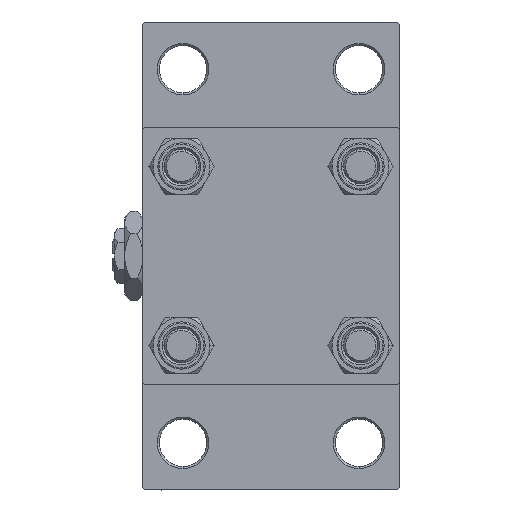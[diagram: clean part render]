
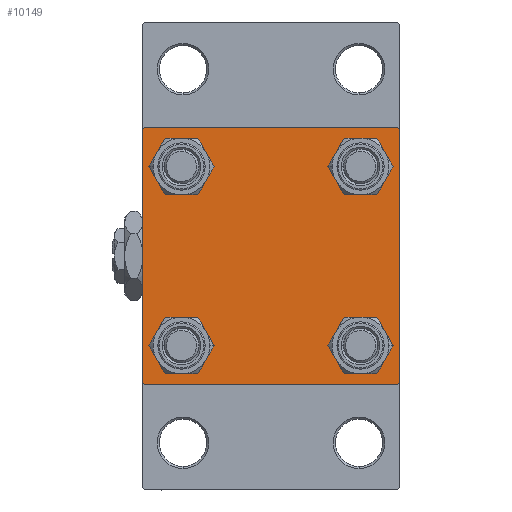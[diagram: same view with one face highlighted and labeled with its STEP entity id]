
A CAD part, left-side view. The second image highlights one B-rep face of the part: STEP entity #10149.
In plain terms, the highlighted planar face has unit normal (-1, 0, 0).
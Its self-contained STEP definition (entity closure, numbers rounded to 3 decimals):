
#23 = LINE ( 'NONE', #30140, #13865 ) ;
#38 = VERTEX_POINT ( 'NONE', #26037 ) ;
#625 = CARTESIAN_POINT ( 'NONE',  ( 0., -29.5, -30. ) ) ;
#627 = FACE_BOUND ( 'NONE', #48020, .T. ) ;
#1889 = ORIENTED_EDGE ( 'NONE', *, *, #32271, .T. ) ;
#2032 = VERTEX_POINT ( 'NONE', #38906 ) ;
#2327 = CARTESIAN_POINT ( 'NONE',  ( 0., 30., 30. ) ) ;
#2590 = DIRECTION ( 'NONE',  ( 0., 0., -1. ) ) ;
#3292 = ORIENTED_EDGE ( 'NONE', *, *, #32965, .T. ) ;
#3754 = AXIS2_PLACEMENT_3D ( 'NONE', #16258, #23730, #43127 ) ;
#4120 = ORIENTED_EDGE ( 'NONE', *, *, #26985, .T. ) ;
#4455 = EDGE_LOOP ( 'NONE', ( #1889, #4120 ) ) ;
#4768 = LINE ( 'NONE', #22728, #40377 ) ;
#5025 = AXIS2_PLACEMENT_3D ( 'NONE', #5458, #20651, #5954 ) ;
#5107 = DIRECTION ( 'NONE',  ( -1., 0., 0. ) ) ;
#5458 = CARTESIAN_POINT ( 'NONE',  ( 0., -20.85, -20.85 ) ) ;
#5795 = AXIS2_PLACEMENT_3D ( 'NONE', #48670, #29736, #18036 ) ;
#5954 = DIRECTION ( 'NONE',  ( 0., 0., 1. ) ) ;
#5987 = EDGE_CURVE ( 'NONE', #42336, #21964, #8160, .T. ) ;
#7323 = VERTEX_POINT ( 'NONE', #625 ) ;
#8160 = LINE ( 'NONE', #26828, #24679 ) ;
#8395 = DIRECTION ( 'NONE',  ( 0., 0.707, 0.707 ) ) ;
#9103 = LINE ( 'NONE', #38519, #39736 ) ;
#9374 = AXIS2_PLACEMENT_3D ( 'NONE', #24454, #27943, #28185 ) ;
#9489 = EDGE_LOOP ( 'NONE', ( #9822, #29931 ) ) ;
#9822 = ORIENTED_EDGE ( 'NONE', *, *, #41902, .T. ) ;
#10149 = ADVANCED_FACE ( 'NONE', ( #627, #23312, #30755, #19573, #45708 ), #26779, .T. ) ;
#10255 = ORIENTED_EDGE ( 'NONE', *, *, #18498, .T. ) ;
#10438 = CARTESIAN_POINT ( 'NONE',  ( 0., -30., 29.5 ) ) ;
#10506 = CARTESIAN_POINT ( 'NONE',  ( 0., 30., 29.5 ) ) ;
#10519 = VERTEX_POINT ( 'NONE', #10506 ) ;
#11122 = CARTESIAN_POINT ( 'NONE',  ( 0., -20.85, 20.85 ) ) ;
#11478 = DIRECTION ( 'NONE',  ( 0., -1., 0. ) ) ;
#13626 = LINE ( 'NONE', #43734, #32143 ) ;
#13865 = VECTOR ( 'NONE', #11478, 1000. ) ;
#14166 = AXIS2_PLACEMENT_3D ( 'NONE', #11122, #33279, #18107 ) ;
#14242 = VECTOR ( 'NONE', #2590, 1000. ) ;
#14563 = CIRCLE ( 'NONE', #5795, 4.5 ) ;
#14593 = ORIENTED_EDGE ( 'NONE', *, *, #20192, .T. ) ;
#15172 = VECTOR ( 'NONE', #17136, 1000. ) ;
#16258 = CARTESIAN_POINT ( 'NONE',  ( 0., 20.85, -20.85 ) ) ;
#17136 = DIRECTION ( 'NONE',  ( 0., 0.707, -0.707 ) ) ;
#17344 = EDGE_CURVE ( 'NONE', #37233, #35508, #17347, .T. ) ;
#17347 = CIRCLE ( 'NONE', #9374, 4.5 ) ;
#18036 = DIRECTION ( 'NONE',  ( 0., 0., 1. ) ) ;
#18107 = DIRECTION ( 'NONE',  ( 0., 0., 1. ) ) ;
#18498 = EDGE_CURVE ( 'NONE', #27713, #47126, #39634, .T. ) ;
#18823 = VERTEX_POINT ( 'NONE', #44199 ) ;
#19256 = CIRCLE ( 'NONE', #47069, 4.5 ) ;
#19573 = FACE_BOUND ( 'NONE', #45054, .T. ) ;
#19806 = DIRECTION ( 'NONE',  ( 0., 0., 1. ) ) ;
#20192 = EDGE_CURVE ( 'NONE', #10519, #38, #44393, .T. ) ;
#20651 = DIRECTION ( 'NONE',  ( 1., 0., 0. ) ) ;
#20734 = ORIENTED_EDGE ( 'NONE', *, *, #5987, .T. ) ;
#20837 = AXIS2_PLACEMENT_3D ( 'NONE', #38488, #5107, #19806 ) ;
#21370 = AXIS2_PLACEMENT_3D ( 'NONE', #29121, #40571, #27585 ) ;
#21634 = EDGE_LOOP ( 'NONE', ( #14593, #43994, #33422, #36340, #48558, #20734, #33604, #45506 ) ) ;
#21744 = CARTESIAN_POINT ( 'NONE',  ( 0., 20.85, 25.35 ) ) ;
#21964 = VERTEX_POINT ( 'NONE', #45370 ) ;
#22134 = CIRCLE ( 'NONE', #14166, 4.5 ) ;
#22330 = CARTESIAN_POINT ( 'NONE',  ( 0., 20.85, 16.35 ) ) ;
#22387 = EDGE_CURVE ( 'NONE', #42336, #30743, #9103, .T. ) ;
#22728 = CARTESIAN_POINT ( 'NONE',  ( 0., -29.75, -29.75 ) ) ;
#22780 = CARTESIAN_POINT ( 'NONE',  ( 0., 29.75, -29.75 ) ) ;
#22850 = CIRCLE ( 'NONE', #3754, 4.5 ) ;
#23275 = EDGE_CURVE ( 'NONE', #25050, #10519, #46781, .T. ) ;
#23312 = FACE_BOUND ( 'NONE', #4455, .T. ) ;
#23730 = DIRECTION ( 'NONE',  ( 1., 0., 0. ) ) ;
#24307 = DIRECTION ( 'NONE',  ( 0., 0., -1. ) ) ;
#24454 = CARTESIAN_POINT ( 'NONE',  ( 0., 20.85, -20.85 ) ) ;
#24491 = DIRECTION ( 'NONE',  ( 0., 0., 1. ) ) ;
#24679 = VECTOR ( 'NONE', #8395, 1000. ) ;
#25050 = VERTEX_POINT ( 'NONE', #27393 ) ;
#26037 = CARTESIAN_POINT ( 'NONE',  ( 0., 30., -29.5 ) ) ;
#26139 = DIRECTION ( 'NONE',  ( 1., 0., 0. ) ) ;
#26779 = PLANE ( 'NONE',  #20837 ) ;
#26828 = CARTESIAN_POINT ( 'NONE',  ( 0., -29.75, 29.75 ) ) ;
#26985 = EDGE_CURVE ( 'NONE', #2032, #36749, #35824, .T. ) ;
#27393 = CARTESIAN_POINT ( 'NONE',  ( 0., 29.5, 30. ) ) ;
#27484 = CARTESIAN_POINT ( 'NONE',  ( 0., 20.85, -25.35 ) ) ;
#27585 = DIRECTION ( 'NONE',  ( 0., 0., 1. ) ) ;
#27713 = VERTEX_POINT ( 'NONE', #21744 ) ;
#27943 = DIRECTION ( 'NONE',  ( 1., 0., 0. ) ) ;
#28185 = DIRECTION ( 'NONE',  ( 0., 0., 1. ) ) ;
#28220 = DIRECTION ( 'NONE',  ( 1., 0., 0. ) ) ;
#29121 = CARTESIAN_POINT ( 'NONE',  ( 0., 20.85, 20.85 ) ) ;
#29209 = CARTESIAN_POINT ( 'NONE',  ( 0., -30., -29.5 ) ) ;
#29376 = DIRECTION ( 'NONE',  ( 0., 0., 1. ) ) ;
#29736 = DIRECTION ( 'NONE',  ( 1., 0., 0. ) ) ;
#29749 = DIRECTION ( 'NONE',  ( 0., -0.707, -0.707 ) ) ;
#29878 = EDGE_CURVE ( 'NONE', #47126, #27713, #19256, .T. ) ;
#29931 = ORIENTED_EDGE ( 'NONE', *, *, #17344, .T. ) ;
#30140 = CARTESIAN_POINT ( 'NONE',  ( 0., 30., -30. ) ) ;
#30441 = ORIENTED_EDGE ( 'NONE', *, *, #43573, .T. ) ;
#30743 = VERTEX_POINT ( 'NONE', #29209 ) ;
#30755 = FACE_BOUND ( 'NONE', #9489, .T. ) ;
#31824 = CARTESIAN_POINT ( 'NONE',  ( 0., 29.75, 29.75 ) ) ;
#31945 = CARTESIAN_POINT ( 'NONE',  ( 0., 20.85, 20.85 ) ) ;
#32143 = VECTOR ( 'NONE', #44478, 1000. ) ;
#32271 = EDGE_CURVE ( 'NONE', #36749, #2032, #48758, .T. ) ;
#32852 = VERTEX_POINT ( 'NONE', #41721 ) ;
#32965 = EDGE_CURVE ( 'NONE', #37283, #18823, #14563, .T. ) ;
#33279 = DIRECTION ( 'NONE',  ( 1., 0., 0. ) ) ;
#33422 = ORIENTED_EDGE ( 'NONE', *, *, #38657, .T. ) ;
#33604 = ORIENTED_EDGE ( 'NONE', *, *, #39955, .F. ) ;
#33840 = EDGE_CURVE ( 'NONE', #38, #32852, #37714, .T. ) ;
#35508 = VERTEX_POINT ( 'NONE', #37965 ) ;
#35824 = CIRCLE ( 'NONE', #40593, 4.5 ) ;
#36340 = ORIENTED_EDGE ( 'NONE', *, *, #44509, .T. ) ;
#36749 = VERTEX_POINT ( 'NONE', #41006 ) ;
#37233 = VERTEX_POINT ( 'NONE', #27484 ) ;
#37283 = VERTEX_POINT ( 'NONE', #43881 ) ;
#37714 = LINE ( 'NONE', #22780, #48791 ) ;
#37965 = CARTESIAN_POINT ( 'NONE',  ( 0., 20.85, -16.35 ) ) ;
#38488 = CARTESIAN_POINT ( 'NONE',  ( 0., 0., 0. ) ) ;
#38519 = CARTESIAN_POINT ( 'NONE',  ( 0., -30., 30. ) ) ;
#38657 = EDGE_CURVE ( 'NONE', #32852, #7323, #23, .T. ) ;
#38906 = CARTESIAN_POINT ( 'NONE',  ( 0., -20.85, -25.35 ) ) ;
#39634 = CIRCLE ( 'NONE', #21370, 4.5 ) ;
#39736 = VECTOR ( 'NONE', #24307, 1000. ) ;
#39955 = EDGE_CURVE ( 'NONE', #25050, #21964, #13626, .T. ) ;
#40377 = VECTOR ( 'NONE', #45366, 1000. ) ;
#40571 = DIRECTION ( 'NONE',  ( 1., 0., 0. ) ) ;
#40593 = AXIS2_PLACEMENT_3D ( 'NONE', #48562, #26139, #29376 ) ;
#41006 = CARTESIAN_POINT ( 'NONE',  ( 0., -20.85, -16.35 ) ) ;
#41721 = CARTESIAN_POINT ( 'NONE',  ( 0., 29.5, -30. ) ) ;
#41902 = EDGE_CURVE ( 'NONE', #35508, #37233, #22850, .T. ) ;
#42336 = VERTEX_POINT ( 'NONE', #10438 ) ;
#43127 = DIRECTION ( 'NONE',  ( 0., 0., 1. ) ) ;
#43262 = ORIENTED_EDGE ( 'NONE', *, *, #29878, .T. ) ;
#43573 = EDGE_CURVE ( 'NONE', #18823, #37283, #22134, .T. ) ;
#43734 = CARTESIAN_POINT ( 'NONE',  ( 0., 30., 30. ) ) ;
#43881 = CARTESIAN_POINT ( 'NONE',  ( 0., -20.85, 16.35 ) ) ;
#43994 = ORIENTED_EDGE ( 'NONE', *, *, #33840, .T. ) ;
#44199 = CARTESIAN_POINT ( 'NONE',  ( 0., -20.85, 25.35 ) ) ;
#44393 = LINE ( 'NONE', #2327, #14242 ) ;
#44478 = DIRECTION ( 'NONE',  ( 0., -1., 0. ) ) ;
#44509 = EDGE_CURVE ( 'NONE', #7323, #30743, #4768, .T. ) ;
#45054 = EDGE_LOOP ( 'NONE', ( #10255, #43262 ) ) ;
#45366 = DIRECTION ( 'NONE',  ( 0., -0.707, 0.707 ) ) ;
#45370 = CARTESIAN_POINT ( 'NONE',  ( 0., -29.5, 30. ) ) ;
#45506 = ORIENTED_EDGE ( 'NONE', *, *, #23275, .T. ) ;
#45708 = FACE_OUTER_BOUND ( 'NONE', #21634, .T. ) ;
#46781 = LINE ( 'NONE', #31824, #15172 ) ;
#47069 = AXIS2_PLACEMENT_3D ( 'NONE', #31945, #28220, #24491 ) ;
#47126 = VERTEX_POINT ( 'NONE', #22330 ) ;
#48020 = EDGE_LOOP ( 'NONE', ( #30441, #3292 ) ) ;
#48558 = ORIENTED_EDGE ( 'NONE', *, *, #22387, .F. ) ;
#48562 = CARTESIAN_POINT ( 'NONE',  ( 0., -20.85, -20.85 ) ) ;
#48670 = CARTESIAN_POINT ( 'NONE',  ( 0., -20.85, 20.85 ) ) ;
#48758 = CIRCLE ( 'NONE', #5025, 4.5 ) ;
#48791 = VECTOR ( 'NONE', #29749, 1000. ) ;
